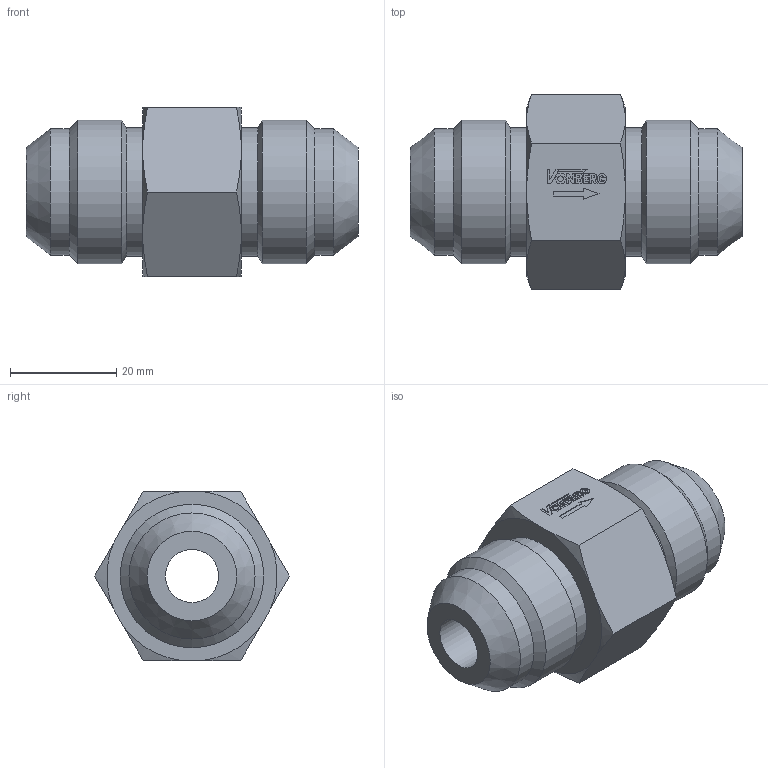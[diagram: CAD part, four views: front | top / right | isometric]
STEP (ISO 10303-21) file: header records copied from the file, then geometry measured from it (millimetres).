
FILE_DESCRIPTION((''),'2;1');
FILE_NAME('1112.stp','2014-12-29T14:02:25',('jml'),(''),'Autodesk Inventor 2010','Autodesk Inventor 2010','');
FILE_SCHEMA(('AUTOMOTIVE_DESIGN { 1 0 10303 214 1 1 1 1 }'));
Length unit declared in the file: inch
Products named in the file (1): 1112
Bounding box: 62.36 x 36.66 x 31.75 mm (x, y, z)
Volume: 32022.2 mm3; surface area: 8831.7 mm2
Topology: 1 solids, 1 shells, 133 faces, 339 edges, 223 vertices
Faces by surface type: plane 93, cylinder 22, cone 18
Full cylindrical faces by diameter (mm): 1.044 x1, 9.982 x1, 23.698 x2, 24.054 x2, 26.975 x2
Entity records: 3915 total; most frequent: CARTESIAN_POINT 728, ORIENTED_EDGE 648, DIRECTION 626, EDGE_CURVE 324, VECTOR 242, LINE 242, VERTEX_POINT 222, AXIS2_PLACEMENT_3D 192
